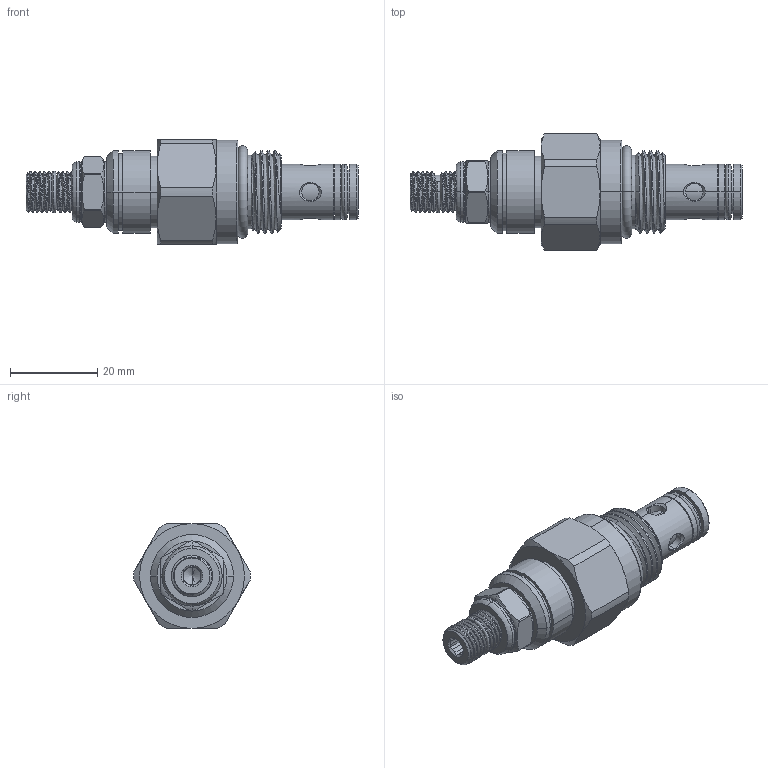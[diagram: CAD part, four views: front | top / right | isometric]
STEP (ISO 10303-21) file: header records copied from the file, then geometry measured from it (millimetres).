
FILE_DESCRIPTION (( 'STEP AP203' ), '1' );
FILE_NAME ('RD08W20-L-A.STEP', '2020-03-23T07:34:27', ( '' ), ( '' ), 'SwSTEP 2.0', 'SolidWorks 2018', '' );
FILE_SCHEMA (( 'CONFIG_CONTROL_DESIGN' ));
Length unit declared in the file: millimetre
Products named in the file (1): RD08W20-L-A
Bounding box: 76.02 x 26.66 x 24 mm (x, y, z)
Volume: 18358 mm3; surface area: 6744.3 mm2
Topology: 4 solids, 6 shells, 224 faces, 534 edges, 332 vertices
Faces by surface type: cylinder 94, plane 52, cone 45, torus 26, bspline 7
Entity records: 14350 total; most frequent: CARTESIAN_POINT 9306, ORIENTED_EDGE 1064, DIRECTION 1027, EDGE_CURVE 532, AXIS2_PLACEMENT_3D 432, VERTEX_POINT 332, EDGE_LOOP 244, ADVANCED_FACE 224
